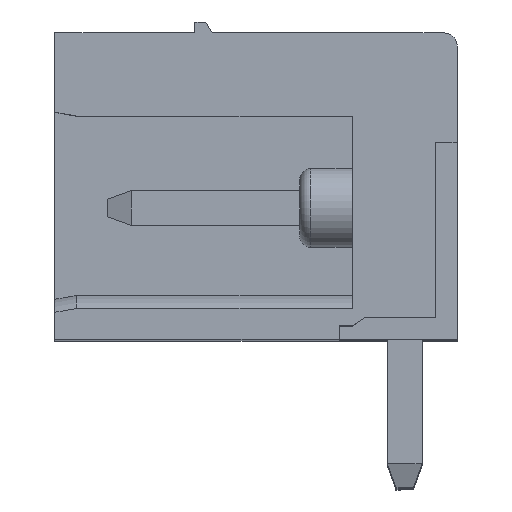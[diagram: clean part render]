
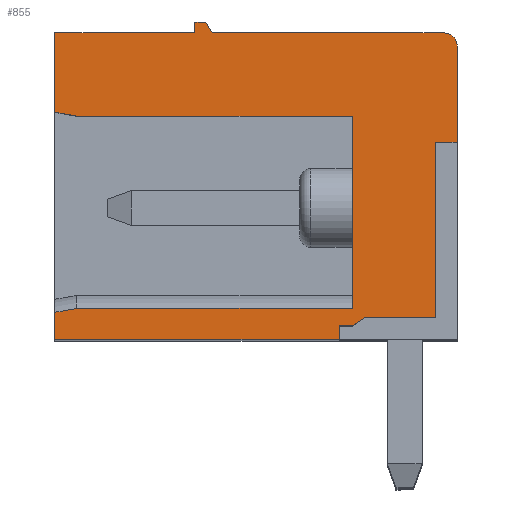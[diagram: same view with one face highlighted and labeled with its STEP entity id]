
A CAD part, top view. The second image highlights one B-rep face of the part: STEP entity #855.
In plain terms, the highlighted planar face has unit normal (0, 0, 1).
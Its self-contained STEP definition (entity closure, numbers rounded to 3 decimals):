
#855 = ADVANCED_FACE( '', ( #2128 ), #2129, .T. );
#2128 = FACE_OUTER_BOUND( '', #3826, .T. );
#2129 = PLANE( '', #3827 );
#3826 = EDGE_LOOP( '', ( #6410, #6411, #6412, #6413, #6414, #6415, #6416, #6417, #6418, #6419, #6420, #6421, #6422, #6423, #6424, #6425, #6426, #6427, #6428, #6429, #6430 ) );
#3827 = AXIS2_PLACEMENT_3D( '', #6431, #6432, #6433 );
#6410 = ORIENTED_EDGE( '', *, *, #10921, .T. );
#6411 = ORIENTED_EDGE( '', *, *, #10922, .T. );
#6412 = ORIENTED_EDGE( '', *, *, #10923, .T. );
#6413 = ORIENTED_EDGE( '', *, *, #10924, .F. );
#6414 = ORIENTED_EDGE( '', *, *, #10925, .T. );
#6415 = ORIENTED_EDGE( '', *, *, #10926, .T. );
#6416 = ORIENTED_EDGE( '', *, *, #10927, .T. );
#6417 = ORIENTED_EDGE( '', *, *, #10928, .T. );
#6418 = ORIENTED_EDGE( '', *, *, #10929, .T. );
#6419 = ORIENTED_EDGE( '', *, *, #10226, .T. );
#6420 = ORIENTED_EDGE( '', *, *, #10831, .T. );
#6421 = ORIENTED_EDGE( '', *, *, #10930, .T. );
#6422 = ORIENTED_EDGE( '', *, *, #10931, .F. );
#6423 = ORIENTED_EDGE( '', *, *, #10827, .T. );
#6424 = ORIENTED_EDGE( '', *, *, #10932, .T. );
#6425 = ORIENTED_EDGE( '', *, *, #10212, .T. );
#6426 = ORIENTED_EDGE( '', *, *, #10933, .T. );
#6427 = ORIENTED_EDGE( '', *, *, #10618, .T. );
#6428 = ORIENTED_EDGE( '', *, *, #10934, .T. );
#6429 = ORIENTED_EDGE( '', *, *, #10935, .T. );
#6430 = ORIENTED_EDGE( '', *, *, #10936, .T. );
#6431 = CARTESIAN_POINT( '', ( -162.627, 7.36, -15.952 ) );
#6432 = DIRECTION( '', ( 0., 0., 1. ) );
#6433 = DIRECTION( '', ( 1., 0., 0. ) );
#10212 = EDGE_CURVE( '', #12259, #12257, #12260, .T. );
#10226 = EDGE_CURVE( '', #12224, #12285, #12287, .T. );
#10618 = EDGE_CURVE( '', #12983, #12984, #12985, .T. );
#10827 = EDGE_CURVE( '', #13311, #13312, #13313, .T. );
#10831 = EDGE_CURVE( '', #12285, #13317, #13318, .T. );
#10921 = EDGE_CURVE( '', #13453, #13454, #13455, .T. );
#10922 = EDGE_CURVE( '', #13454, #13456, #13457, .T. );
#10923 = EDGE_CURVE( '', #13456, #13458, #13459, .T. );
#10924 = EDGE_CURVE( '', #13460, #13458, #13461, .T. );
#10925 = EDGE_CURVE( '', #13460, #13462, #13463, .T. );
#10926 = EDGE_CURVE( '', #13462, #13464, #13465, .T. );
#10927 = EDGE_CURVE( '', #13464, #13466, #13467, .T. );
#10928 = EDGE_CURVE( '', #13466, #13468, #13469, .T. );
#10929 = EDGE_CURVE( '', #13468, #12224, #13470, .T. );
#10930 = EDGE_CURVE( '', #13317, #13471, #13472, .T. );
#10931 = EDGE_CURVE( '', #13311, #13471, #13473, .T. );
#10932 = EDGE_CURVE( '', #13312, #12259, #13474, .T. );
#10933 = EDGE_CURVE( '', #12257, #12983, #13475, .T. );
#10934 = EDGE_CURVE( '', #12984, #13476, #13477, .T. );
#10935 = EDGE_CURVE( '', #13476, #13478, #13479, .T. );
#10936 = EDGE_CURVE( '', #13478, #13453, #13480, .T. );
#12224 = VERTEX_POINT( '', #15156 );
#12257 = VERTEX_POINT( '', #15204 );
#12259 = VERTEX_POINT( '', #15207 );
#12260 = LINE( '', #15208, #15209 );
#12285 = VERTEX_POINT( '', #15245 );
#12287 = LINE( '', #15248, #15249 );
#12983 = VERTEX_POINT( '', #16266 );
#12984 = VERTEX_POINT( '', #16267 );
#12985 = LINE( '', #16268, #16269 );
#13311 = VERTEX_POINT( '', #16758 );
#13312 = VERTEX_POINT( '', #16759 );
#13313 = LINE( '', #16760, #16761 );
#13317 = VERTEX_POINT( '', #16767 );
#13318 = LINE( '', #16768, #16769 );
#13453 = VERTEX_POINT( '', #16971 );
#13454 = VERTEX_POINT( '', #16972 );
#13455 = LINE( '', #16973, #16974 );
#13456 = VERTEX_POINT( '', #16975 );
#13457 = LINE( '', #16976, #16977 );
#13458 = VERTEX_POINT( '', #16978 );
#13459 = LINE( '', #16979, #16980 );
#13460 = VERTEX_POINT( '', #16981 );
#13461 = CIRCLE( '', #16982, 0.3 );
#13462 = VERTEX_POINT( '', #16983 );
#13463 = LINE( '', #16984, #16985 );
#13464 = VERTEX_POINT( '', #16986 );
#13465 = LINE( '', #16987, #16988 );
#13466 = VERTEX_POINT( '', #16989 );
#13467 = LINE( '', #16990, #16991 );
#13468 = VERTEX_POINT( '', #16992 );
#13469 = LINE( '', #16993, #16994 );
#13470 = LINE( '', #16995, #16996 );
#13471 = VERTEX_POINT( '', #16997 );
#13472 = LINE( '', #16998, #16999 );
#13473 = LINE( '', #17000, #17001 );
#13474 = LINE( '', #17002, #17003 );
#13475 = LINE( '', #17004, #17005 );
#13476 = VERTEX_POINT( '', #17006 );
#13477 = LINE( '', #17007, #17008 );
#13478 = VERTEX_POINT( '', #17009 );
#13479 = LINE( '', #17010, #17011 );
#13480 = LINE( '', #17012, #17013 );
#15156 = CARTESIAN_POINT( '', ( -162.627, 10.86, -15.952 ) );
#15204 = CARTESIAN_POINT( '', ( -162.627, 3.86, -15.952 ) );
#15207 = CARTESIAN_POINT( '', ( -162.627, 4.471, -15.952 ) );
#15208 = CARTESIAN_POINT( '', ( -162.627, 3.86, -15.952 ) );
#15209 = VECTOR( '', #19276, 1000. );
#15245 = CARTESIAN_POINT( '', ( -162.627, 9.048, -15.952 ) );
#15248 = CARTESIAN_POINT( '', ( -162.627, 3.86, -15.952 ) );
#15249 = VECTOR( '', #19292, 1000. );
#16266 = CARTESIAN_POINT( '', ( -156.127, 3.86, -15.952 ) );
#16267 = CARTESIAN_POINT( '', ( -156.127, 4.16, -15.952 ) );
#16268 = CARTESIAN_POINT( '', ( -156.127, 4.16, -15.952 ) );
#16269 = VECTOR( '', #19662, 1000. );
#16758 = CARTESIAN_POINT( '', ( -155.827, 4.56, -15.952 ) );
#16759 = CARTESIAN_POINT( '', ( -162.127, 4.56, -15.952 ) );
#16760 = CARTESIAN_POINT( '', ( -162.627, 4.56, -15.952 ) );
#16761 = VECTOR( '', #19829, 1000. );
#16767 = CARTESIAN_POINT( '', ( -162.127, 8.96, -15.952 ) );
#16768 = CARTESIAN_POINT( '', ( -162.627, 9.048, -15.952 ) );
#16769 = VECTOR( '', #19832, 1000. );
#16971 = CARTESIAN_POINT( '', ( -153.927, 4.36, -15.952 ) );
#16972 = CARTESIAN_POINT( '', ( -153.927, 8.36, -15.952 ) );
#16973 = CARTESIAN_POINT( '', ( -153.927, 8.36, -15.952 ) );
#16974 = VECTOR( '', #19906, 1000. );
#16975 = CARTESIAN_POINT( '', ( -153.427, 8.36, -15.952 ) );
#16976 = CARTESIAN_POINT( '', ( -153.427, 8.36, -15.952 ) );
#16977 = VECTOR( '', #19907, 1000. );
#16978 = CARTESIAN_POINT( '', ( -153.427, 10.56, -15.952 ) );
#16979 = CARTESIAN_POINT( '', ( -153.427, 10.56, -15.952 ) );
#16980 = VECTOR( '', #19908, 1000. );
#16981 = CARTESIAN_POINT( '', ( -153.727, 10.86, -15.952 ) );
#16982 = AXIS2_PLACEMENT_3D( '', #19909, #19910, #19911 );
#16983 = CARTESIAN_POINT( '', ( -159.027, 10.86, -15.952 ) );
#16984 = CARTESIAN_POINT( '', ( -159.027, 10.86, -15.952 ) );
#16985 = VECTOR( '', #19912, 1000. );
#16986 = CARTESIAN_POINT( '', ( -159.177, 11.11, -15.952 ) );
#16987 = CARTESIAN_POINT( '', ( -159.177, 11.11, -15.952 ) );
#16988 = VECTOR( '', #19913, 1000. );
#16989 = CARTESIAN_POINT( '', ( -159.427, 11.11, -15.952 ) );
#16990 = CARTESIAN_POINT( '', ( -159.427, 11.11, -15.952 ) );
#16991 = VECTOR( '', #19914, 1000. );
#16992 = CARTESIAN_POINT( '', ( -159.427, 10.86, -15.952 ) );
#16993 = CARTESIAN_POINT( '', ( -159.427, 10.86, -15.952 ) );
#16994 = VECTOR( '', #19915, 1000. );
#16995 = CARTESIAN_POINT( '', ( -162.627, 10.86, -15.952 ) );
#16996 = VECTOR( '', #19916, 1000. );
#16997 = CARTESIAN_POINT( '', ( -155.827, 8.96, -15.952 ) );
#16998 = CARTESIAN_POINT( '', ( -162.627, 8.96, -15.952 ) );
#16999 = VECTOR( '', #19917, 1000. );
#17000 = CARTESIAN_POINT( '', ( -155.827, 10.21, -15.952 ) );
#17001 = VECTOR( '', #19918, 1000. );
#17002 = CARTESIAN_POINT( '', ( -162.627, 4.471, -15.952 ) );
#17003 = VECTOR( '', #19919, 1000. );
#17004 = CARTESIAN_POINT( '', ( -153.427, 3.86, -15.952 ) );
#17005 = VECTOR( '', #19920, 1000. );
#17006 = CARTESIAN_POINT( '', ( -155.827, 4.16, -15.952 ) );
#17007 = CARTESIAN_POINT( '', ( -155.827, 4.16, -15.952 ) );
#17008 = VECTOR( '', #19921, 1000. );
#17009 = CARTESIAN_POINT( '', ( -155.53, 4.36, -15.952 ) );
#17010 = CARTESIAN_POINT( '', ( -155.53, 4.36, -15.952 ) );
#17011 = VECTOR( '', #19922, 1000. );
#17012 = CARTESIAN_POINT( '', ( -153.927, 4.36, -15.952 ) );
#17013 = VECTOR( '', #19923, 1000. );
#19276 = DIRECTION( '', ( 0., -1., 0. ) );
#19292 = DIRECTION( '', ( 0., -1., 0. ) );
#19662 = DIRECTION( '', ( 0., 1., 0. ) );
#19829 = DIRECTION( '', ( -1., 0., 0. ) );
#19832 = DIRECTION( '', ( 0.985, -0.174, 0. ) );
#19906 = DIRECTION( '', ( 0., 1., 0. ) );
#19907 = DIRECTION( '', ( 1., 0., 0. ) );
#19908 = DIRECTION( '', ( 0., 1., 0. ) );
#19909 = CARTESIAN_POINT( '', ( -153.727, 10.56, -15.952 ) );
#19910 = DIRECTION( '', ( 0., 0., -1. ) );
#19911 = DIRECTION( '', ( 1., 0., 0. ) );
#19912 = DIRECTION( '', ( -1., 0., 0. ) );
#19913 = DIRECTION( '', ( -0.514, 0.857, 0. ) );
#19914 = DIRECTION( '', ( -1., 0., 0. ) );
#19915 = DIRECTION( '', ( 0., -1., 0. ) );
#19916 = DIRECTION( '', ( -1., 0., 0. ) );
#19917 = DIRECTION( '', ( 1., 0., 0. ) );
#19918 = DIRECTION( '', ( 0., 1., 0. ) );
#19919 = DIRECTION( '', ( -0.985, -0.174, 0. ) );
#19920 = DIRECTION( '', ( 1., 0., 0. ) );
#19921 = DIRECTION( '', ( 1., 0., 0. ) );
#19922 = DIRECTION( '', ( 0.83, 0.558, 0. ) );
#19923 = DIRECTION( '', ( 1., 0., 0. ) );
